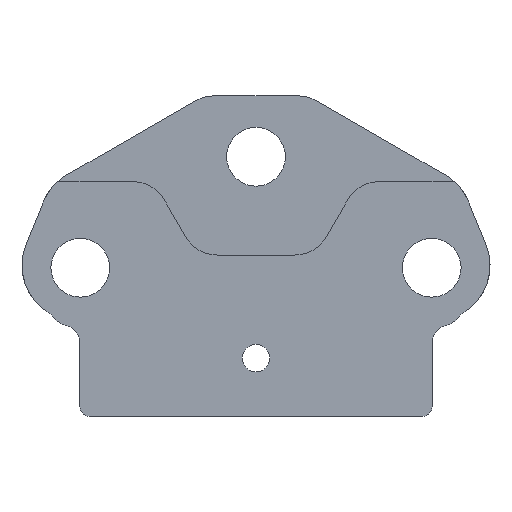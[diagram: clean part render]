
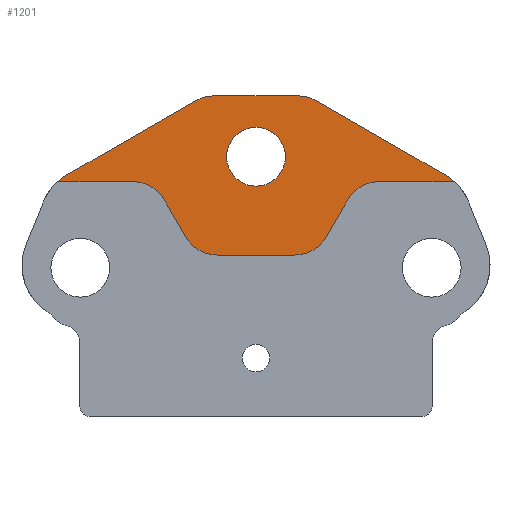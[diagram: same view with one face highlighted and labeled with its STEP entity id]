
A CAD part, front view. The second image highlights one B-rep face of the part: STEP entity #1201.
In plain terms, the highlighted planar face has unit normal (0, -1, 0).
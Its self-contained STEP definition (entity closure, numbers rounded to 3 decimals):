
#15=FACE_BOUND('',#118,.T.);
#23=PLANE('',#1285);
#53=FACE_OUTER_BOUND('',#117,.T.);
#117=EDGE_LOOP('',(#803,#804,#805,#806,#807,#808,#809,#810,#811,#812,#813,
#814,#815,#816,#817,#818));
#118=EDGE_LOOP('',(#819));
#193=LINE('',#1842,#301);
#194=LINE('',#1844,#302);
#195=LINE('',#1848,#303);
#196=LINE('',#1851,#304);
#197=LINE('',#1853,#305);
#198=LINE('',#1857,#306);
#199=LINE('',#1861,#307);
#200=LINE('',#1865,#308);
#301=VECTOR('',#1445,10.);
#302=VECTOR('',#1446,10.);
#303=VECTOR('',#1449,10.);
#304=VECTOR('',#1452,10.);
#305=VECTOR('',#1453,10.);
#306=VECTOR('',#1456,10.);
#307=VECTOR('',#1459,10.);
#308=VECTOR('',#1462,10.);
#404=CIRCLE('',#1279,3.);
#408=CIRCLE('',#1284,3.);
#409=CIRCLE('',#1286,2.);
#410=CIRCLE('',#1287,2.);
#411=CIRCLE('',#1288,2.);
#412=CIRCLE('',#1289,2.);
#413=CIRCLE('',#1290,2.);
#414=CIRCLE('',#1291,2.);
#415=CIRCLE('',#1292,1.6);
#483=VERTEX_POINT('',#1818);
#484=VERTEX_POINT('',#1820);
#491=VERTEX_POINT('',#1835);
#492=VERTEX_POINT('',#1837);
#493=VERTEX_POINT('',#1841);
#494=VERTEX_POINT('',#1843);
#495=VERTEX_POINT('',#1845);
#496=VERTEX_POINT('',#1847);
#497=VERTEX_POINT('',#1849);
#498=VERTEX_POINT('',#1852);
#499=VERTEX_POINT('',#1854);
#500=VERTEX_POINT('',#1856);
#501=VERTEX_POINT('',#1858);
#502=VERTEX_POINT('',#1860);
#503=VERTEX_POINT('',#1862);
#504=VERTEX_POINT('',#1864);
#505=VERTEX_POINT('',#1867);
#607=EDGE_CURVE('',#483,#484,#404,.T.);
#615=EDGE_CURVE('',#491,#492,#408,.T.);
#617=EDGE_CURVE('',#492,#493,#193,.T.);
#618=EDGE_CURVE('',#494,#491,#194,.T.);
#619=EDGE_CURVE('',#495,#494,#409,.T.);
#620=EDGE_CURVE('',#496,#495,#195,.T.);
#621=EDGE_CURVE('',#496,#497,#410,.T.);
#622=EDGE_CURVE('',#497,#484,#196,.T.);
#623=EDGE_CURVE('',#498,#483,#197,.T.);
#624=EDGE_CURVE('',#498,#499,#411,.T.);
#625=EDGE_CURVE('',#499,#500,#198,.T.);
#626=EDGE_CURVE('',#500,#501,#412,.T.);
#627=EDGE_CURVE('',#501,#502,#199,.T.);
#628=EDGE_CURVE('',#502,#503,#413,.T.);
#629=EDGE_CURVE('',#504,#503,#200,.T.);
#630=EDGE_CURVE('',#493,#504,#414,.T.);
#631=EDGE_CURVE('',#505,#505,#415,.T.);
#803=ORIENTED_EDGE('',*,*,#617,.F.);
#804=ORIENTED_EDGE('',*,*,#615,.F.);
#805=ORIENTED_EDGE('',*,*,#618,.F.);
#806=ORIENTED_EDGE('',*,*,#619,.F.);
#807=ORIENTED_EDGE('',*,*,#620,.F.);
#808=ORIENTED_EDGE('',*,*,#621,.T.);
#809=ORIENTED_EDGE('',*,*,#622,.T.);
#810=ORIENTED_EDGE('',*,*,#607,.F.);
#811=ORIENTED_EDGE('',*,*,#623,.F.);
#812=ORIENTED_EDGE('',*,*,#624,.T.);
#813=ORIENTED_EDGE('',*,*,#625,.T.);
#814=ORIENTED_EDGE('',*,*,#626,.T.);
#815=ORIENTED_EDGE('',*,*,#627,.T.);
#816=ORIENTED_EDGE('',*,*,#628,.T.);
#817=ORIENTED_EDGE('',*,*,#629,.F.);
#818=ORIENTED_EDGE('',*,*,#630,.F.);
#819=ORIENTED_EDGE('',*,*,#631,.F.);
#1201=ADVANCED_FACE('',(#53,#15),#23,.T.);
#1279=AXIS2_PLACEMENT_3D('',#1821,#1426,#1427);
#1284=AXIS2_PLACEMENT_3D('',#1838,#1440,#1441);
#1285=AXIS2_PLACEMENT_3D('',#1840,#1443,#1444);
#1286=AXIS2_PLACEMENT_3D('',#1846,#1447,#1448);
#1287=AXIS2_PLACEMENT_3D('',#1850,#1450,#1451);
#1288=AXIS2_PLACEMENT_3D('',#1855,#1454,#1455);
#1289=AXIS2_PLACEMENT_3D('',#1859,#1457,#1458);
#1290=AXIS2_PLACEMENT_3D('',#1863,#1460,#1461);
#1291=AXIS2_PLACEMENT_3D('',#1866,#1463,#1464);
#1292=AXIS2_PLACEMENT_3D('',#1868,#1465,#1466);
#1426=DIRECTION('center_axis',(0.,1.,0.));
#1427=DIRECTION('ref_axis',(-0.754,0.,0.656));
#1440=DIRECTION('center_axis',(0.,1.,0.));
#1441=DIRECTION('ref_axis',(0.754,0.,0.656));
#1443=DIRECTION('center_axis',(0.,-1.,0.));
#1444=DIRECTION('ref_axis',(1.,0.,0.));
#1445=DIRECTION('',(-1.,0.,0.));
#1446=DIRECTION('',(0.866,0.,-0.5));
#1447=DIRECTION('center_axis',(0.,1.,0.));
#1448=DIRECTION('ref_axis',(0.259,0.,0.966));
#1449=DIRECTION('',(1.,0.,0.));
#1450=DIRECTION('center_axis',(0.,-1.,0.));
#1451=DIRECTION('ref_axis',(-0.259,0.,0.966));
#1452=DIRECTION('',(-0.866,0.,-0.5));
#1453=DIRECTION('',(-1.,0.,0.));
#1454=DIRECTION('center_axis',(0.,1.,0.));
#1455=DIRECTION('ref_axis',(0.,0.,
1.));
#1456=DIRECTION('',(0.5,0.,-0.866));
#1457=DIRECTION('center_axis',(0.,-1.,0.));
#1458=DIRECTION('ref_axis',(-0.866,0.,-0.5));
#1459=DIRECTION('',(1.,0.,0.));
#1460=DIRECTION('center_axis',(0.,-1.,0.));
#1461=DIRECTION('ref_axis',(0.,0.,
-1.));
#1462=DIRECTION('',(-0.5,0.,-0.866));
#1463=DIRECTION('center_axis',(0.,-1.,0.));
#1464=DIRECTION('ref_axis',(0.,0.,1.));
#1465=DIRECTION('center_axis',(0.,-1.,0.));
#1466=DIRECTION('ref_axis',(0.,0.,
1.));
#1818=CARTESIAN_POINT('',(-11.295,-19.429,25.279));
#1820=CARTESIAN_POINT('',(-10.799,-19.429,25.638));
#1821=CARTESIAN_POINT('Origin',(-9.299,-19.429,23.04));
#1835=CARTESIAN_POINT('',(9.802,-19.429,25.638));
#1837=CARTESIAN_POINT('',(10.299,-19.429,25.279));
#1838=CARTESIAN_POINT('Origin',(8.302,-19.429,23.04));
#1840=CARTESIAN_POINT('Origin',(-0.498,-19.429,23.029));
#1841=CARTESIAN_POINT('',(6.228,-19.429,25.279));
#1842=CARTESIAN_POINT('',(4.62,-19.429,25.279));
#1843=CARTESIAN_POINT('',(2.798,-19.429,29.682));
#1844=CARTESIAN_POINT('',(5.238,-19.429,28.273));
#1845=CARTESIAN_POINT('',(1.798,-19.429,29.95));
#1846=CARTESIAN_POINT('Origin',(1.798,-19.429,27.95));
#1847=CARTESIAN_POINT('',(-2.795,-19.429,29.95));
#1848=CARTESIAN_POINT('',(-2.348,-19.429,29.95));
#1849=CARTESIAN_POINT('',(-3.795,-19.429,29.682));
#1850=CARTESIAN_POINT('Origin',(-2.795,-19.429,27.95));
#1851=CARTESIAN_POINT('',(-6.235,-19.429,28.273));
#1852=CARTESIAN_POINT('',(-7.224,-19.429,25.279));
#1853=CARTESIAN_POINT('',(-3.861,-19.429,25.279));
#1854=CARTESIAN_POINT('',(-5.492,-19.429,24.279));
#1855=CARTESIAN_POINT('Origin',(-7.224,-19.429,23.279));
#1856=CARTESIAN_POINT('',(-4.338,-19.429,22.279));
#1857=CARTESIAN_POINT('',(-5.492,-19.429,24.279));
#1858=CARTESIAN_POINT('',(-2.606,-19.429,21.279));
#1859=CARTESIAN_POINT('Origin',(-2.606,-19.429,23.279));
#1860=CARTESIAN_POINT('',(1.609,-19.429,21.279));
#1861=CARTESIAN_POINT('',(-1.552,-19.429,21.279));
#1862=CARTESIAN_POINT('',(3.341,-19.429,22.279));
#1863=CARTESIAN_POINT('Origin',(1.609,-19.429,23.279));
#1864=CARTESIAN_POINT('',(4.496,-19.429,24.279));
#1865=CARTESIAN_POINT('',(4.496,-19.429,24.279));
#1866=CARTESIAN_POINT('Origin',(6.228,-19.429,23.279));
#1867=CARTESIAN_POINT('',(-0.498,-19.429,25.031));
#1868=CARTESIAN_POINT('Origin',(-0.498,-19.429,26.631));
